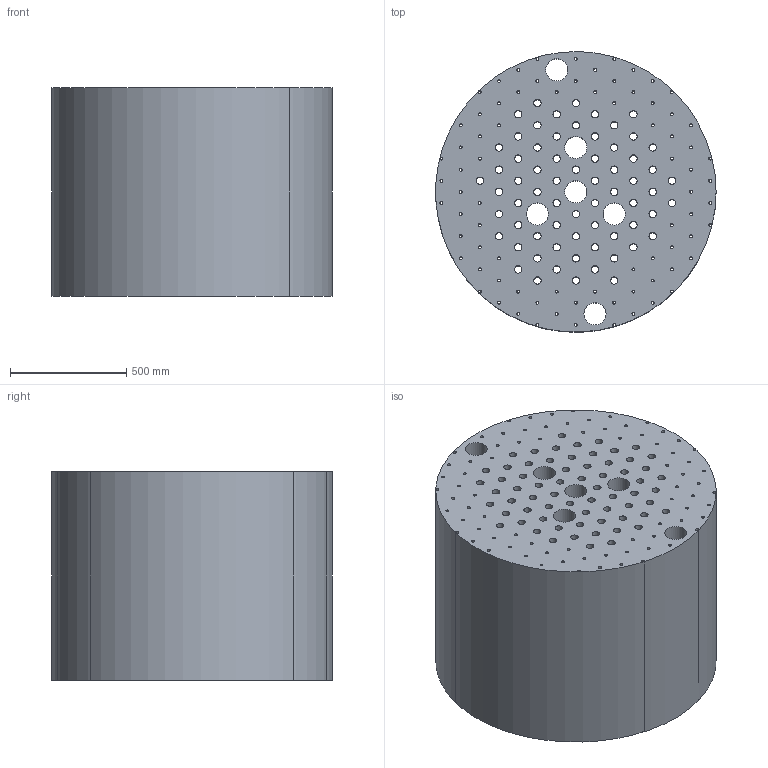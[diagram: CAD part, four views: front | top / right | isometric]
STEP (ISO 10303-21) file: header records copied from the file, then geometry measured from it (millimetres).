
FILE_DESCRIPTION(/* description */ ('STEP AP214'),/* implementation_level */ '2;1');
FILE_NAME(/* name */ '6138aeeb03ce10062830f337',/* time_stamp */ '2021-09-08T12:39:08+00:00',/* author */ (''),/* organization */ (''),/* preprocessor_version */ 'ST-DEVELOPER v18.1',/* originating_system */ ' ',/* authorisation */ ' ');
FILE_SCHEMA (('AUTOMOTIVE_DESIGN {1 0 10303 214 3 1 1}'));
Length unit declared in the file: metre
Products named in the file (1): BeO
Bounding box: 1203.67 x 1204.29 x 895.35 mm (x, y, z)
Volume: 927012893.5 mm3; surface area: 15748124 mm2
Topology: 1 solids, 1 shells, 153 faces, 453 edges, 302 vertices
Faces by surface type: cylinder 151, plane 2
Full cylindrical faces by diameter (mm): 12.7 x78, 31.75 x66, 95.25 x6, 1204.912 x1
Entity records: 5184 total; most frequent: DIRECTION 912, CARTESIAN_POINT 758, ORIENTED_EDGE 604, EDGE_LOOP 604, FACE_BOUND 604, AXIS2_PLACEMENT_3D 456, EDGE_CURVE 302, VERTEX_POINT 302
